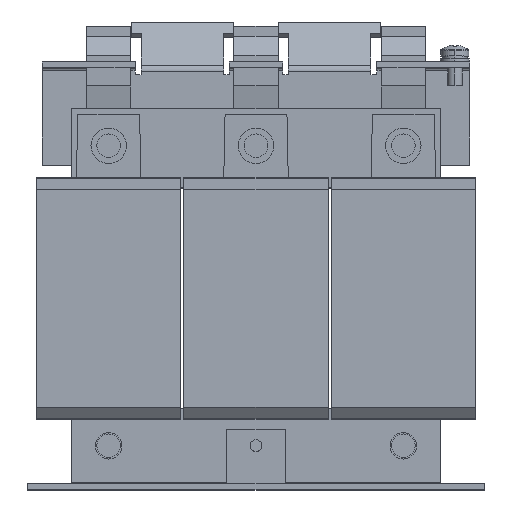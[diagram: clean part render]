
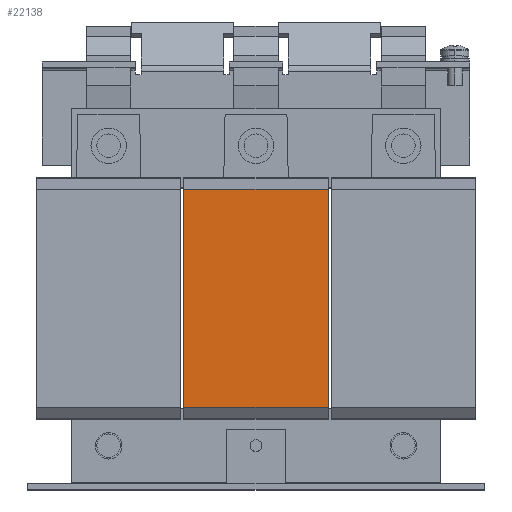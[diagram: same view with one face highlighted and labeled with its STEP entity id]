
A CAD part, top view. The second image highlights one B-rep face of the part: STEP entity #22138.
In plain terms, the highlighted planar face has unit normal (0, 0, 1).
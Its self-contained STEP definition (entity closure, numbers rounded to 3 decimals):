
#1715 = ORIENTED_EDGE ( 'NONE', *, *, #15095, .F. ) ;
#1988 = EDGE_LOOP ( 'NONE', ( #19721, #3192, #1715, #21724 ) ) ;
#2019 = DIRECTION ( 'NONE',  ( 0., -1., 0. ) ) ;
#3192 = ORIENTED_EDGE ( 'NONE', *, *, #5515, .F. ) ;
#4948 = CARTESIAN_POINT ( 'NONE',  ( -24.5, 36.1, 29. ) ) ;
#5362 = DIRECTION ( 'NONE',  ( -1., 0., 0. ) ) ;
#5398 = LINE ( 'NONE', #5427, #15182 ) ;
#5427 = CARTESIAN_POINT ( 'NONE',  ( 24.5, -0.9, 29. ) ) ;
#5444 = PLANE ( 'NONE',  #12487 ) ;
#5515 = EDGE_CURVE ( 'NONE', #13510, #21459, #5398, .T. ) ;
#5932 = DIRECTION ( 'NONE',  ( 1., 0., 0. ) ) ;
#7485 = LINE ( 'NONE', #11357, #16438 ) ;
#8825 = CARTESIAN_POINT ( 'NONE',  ( 24.5, -37.9, 29. ) ) ;
#9024 = CARTESIAN_POINT ( 'NONE',  ( 24.5, -37.9, 29. ) ) ;
#10304 = EDGE_CURVE ( 'NONE', #21310, #11898, #7485, .T. ) ;
#10761 = DIRECTION ( 'NONE',  ( 0., 0., -1. ) ) ;
#11357 = CARTESIAN_POINT ( 'NONE',  ( -24.5, -0.9, 29. ) ) ;
#11898 = VERTEX_POINT ( 'NONE', #18228 ) ;
#11979 = LINE ( 'NONE', #21794, #12539 ) ;
#12487 = AXIS2_PLACEMENT_3D ( 'NONE', #9024, #10761, #5362 ) ;
#12539 = VECTOR ( 'NONE', #13396, 1000. ) ;
#12647 = FACE_OUTER_BOUND ( 'NONE', #1988, .T. ) ;
#13396 = DIRECTION ( 'NONE',  ( 1., 0., 0. ) ) ;
#13482 = EDGE_CURVE ( 'NONE', #11898, #21459, #16762, .T. ) ;
#13510 = VERTEX_POINT ( 'NONE', #14898 ) ;
#14898 = CARTESIAN_POINT ( 'NONE',  ( 24.5, 36.1, 29. ) ) ;
#15095 = EDGE_CURVE ( 'NONE', #21310, #13510, #11979, .T. ) ;
#15182 = VECTOR ( 'NONE', #2019, 1000. ) ;
#16438 = VECTOR ( 'NONE', #16650, 1000. ) ;
#16650 = DIRECTION ( 'NONE',  ( 0., -1., 0. ) ) ;
#16762 = LINE ( 'NONE', #21712, #21929 ) ;
#18228 = CARTESIAN_POINT ( 'NONE',  ( -24.5, -37.9, 29. ) ) ;
#19721 = ORIENTED_EDGE ( 'NONE', *, *, #13482, .T. ) ;
#21310 = VERTEX_POINT ( 'NONE', #4948 ) ;
#21459 = VERTEX_POINT ( 'NONE', #8825 ) ;
#21712 = CARTESIAN_POINT ( 'NONE',  ( 24.5, -37.9, 29. ) ) ;
#21724 = ORIENTED_EDGE ( 'NONE', *, *, #10304, .T. ) ;
#21794 = CARTESIAN_POINT ( 'NONE',  ( 24.5, 36.1, 29. ) ) ;
#21929 = VECTOR ( 'NONE', #5932, 1000. ) ;
#22138 = ADVANCED_FACE ( 'NONE', ( #12647 ), #5444, .F. ) ;
